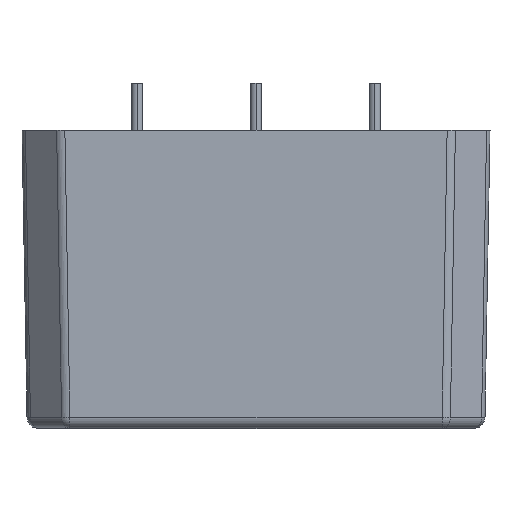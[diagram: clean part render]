
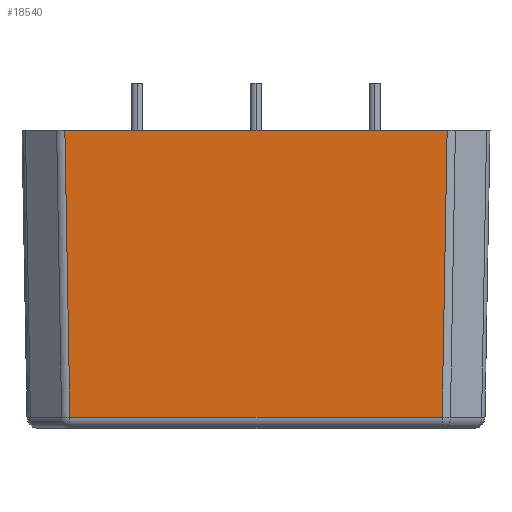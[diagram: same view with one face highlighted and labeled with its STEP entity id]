
A CAD part, left-side view. The second image highlights one B-rep face of the part: STEP entity #18540.
In plain terms, the highlighted planar face has unit normal (-1, 0, -0.018).
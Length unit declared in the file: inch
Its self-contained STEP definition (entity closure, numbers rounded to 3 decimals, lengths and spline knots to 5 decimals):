
#860 = ORIENTED_EDGE ( 'NONE', *, *, #15635, .T. ) ;
#1640 = ORIENTED_EDGE ( 'NONE', *, *, #10195, .F. ) ;
#2303 = ORIENTED_EDGE ( 'NONE', *, *, #17206, .F. ) ;
#2888 = FACE_OUTER_BOUND ( 'NONE', #18214, .T. ) ;
#2971 = LINE ( 'NONE', #4492, #22519 ) ;
#4492 = CARTESIAN_POINT ( 'NONE',  ( -0.05599, 0.09026, -0.14636 ) ) ;
#4940 = CARTESIAN_POINT ( 'NONE',  ( -0.07283, 1.35966, 0.8189 ) ) ;
#5086 = EDGE_CURVE ( 'NONE', #23444, #22253, #24348, .T. ) ;
#6055 = LINE ( 'NONE', #19451, #13815 ) ;
#6220 = AXIS2_PLACEMENT_3D ( 'NONE', #13997, #14363, #19837 ) ;
#6436 = DIRECTION ( 'NONE',  ( 0., -1., 0. ) ) ;
#10195 = EDGE_CURVE ( 'NONE', #14420, #22253, #6055, .T. ) ;
#10467 = CARTESIAN_POINT ( 'NONE',  ( -0.05599, 0.09026, -0.14636 ) ) ;
#12231 = PLANE ( 'NONE',  #6220 ) ;
#12708 = VERTEX_POINT ( 'NONE', #22184 ) ;
#12949 = CARTESIAN_POINT ( 'NONE',  ( -0.05599, 1.34281, -0.14636 ) ) ;
#13250 = VECTOR ( 'NONE', #22312, 39.37008 ) ;
#13775 = VECTOR ( 'NONE', #6436, 39.37008 ) ;
#13815 = VECTOR ( 'NONE', #23357, 39.37008 ) ;
#13988 = LINE ( 'NONE', #23741, #13775 ) ;
#13997 = CARTESIAN_POINT ( 'NONE',  ( -0.07283, 1.57761, 0.8189 ) ) ;
#14363 = DIRECTION ( 'NONE',  ( -1., 0., -0.017 ) ) ;
#14420 = VERTEX_POINT ( 'NONE', #10467 ) ;
#14606 = CARTESIAN_POINT ( 'NONE',  ( -0.07283, 1.35966, 0.8189 ) ) ;
#15635 = EDGE_CURVE ( 'NONE', #14420, #12708, #2971, .T. ) ;
#17206 = EDGE_CURVE ( 'NONE', #23444, #12708, #13988, .T. ) ;
#18214 = EDGE_LOOP ( 'NONE', ( #860, #2303, #18490, #1640 ) ) ;
#18397 = DIRECTION ( 'NONE',  ( -0.017, -0.017, 1. ) ) ;
#18490 = ORIENTED_EDGE ( 'NONE', *, *, #5086, .T. ) ;
#18540 = ADVANCED_FACE ( 'NONE', ( #2888 ), #12231, .T. ) ;
#19451 = CARTESIAN_POINT ( 'NONE',  ( -0.05599, 0.09026, -0.14636 ) ) ;
#19837 = DIRECTION ( 'NONE',  ( -0.017, 0., 1. ) ) ;
#22184 = CARTESIAN_POINT ( 'NONE',  ( -0.07283, 0.07341, 0.8189 ) ) ;
#22253 = VERTEX_POINT ( 'NONE', #12949 ) ;
#22312 = DIRECTION ( 'NONE',  ( 0.017, -0.017, -1. ) ) ;
#22519 = VECTOR ( 'NONE', #18397, 39.37008 ) ;
#23357 = DIRECTION ( 'NONE',  ( 0., 1., 0. ) ) ;
#23444 = VERTEX_POINT ( 'NONE', #4940 ) ;
#23741 = CARTESIAN_POINT ( 'NONE',  ( -0.07283, 1.35966, 0.8189 ) ) ;
#24348 = LINE ( 'NONE', #14606, #13250 ) ;
